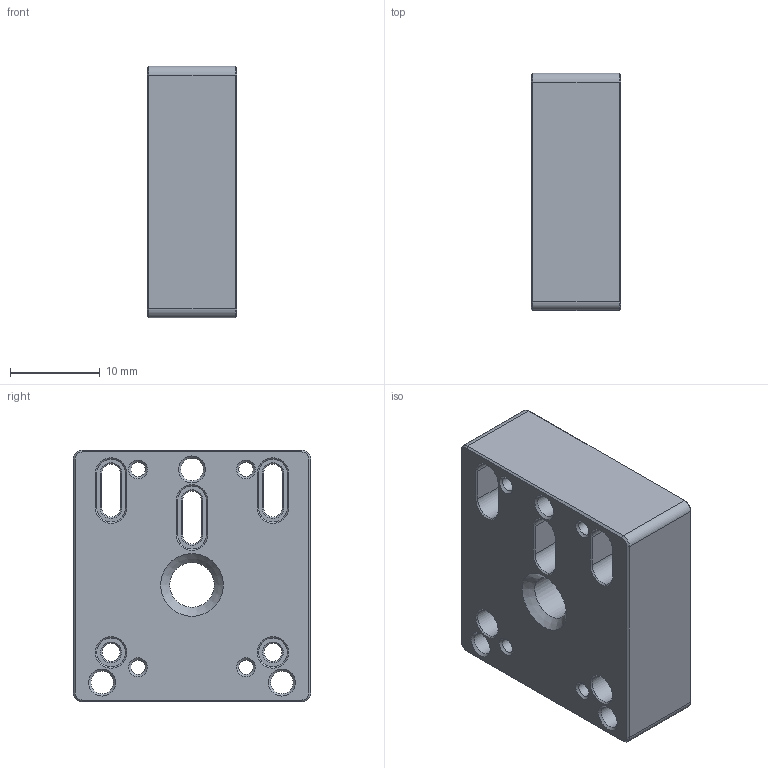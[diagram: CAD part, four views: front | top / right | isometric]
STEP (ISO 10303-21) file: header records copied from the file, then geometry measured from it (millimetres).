
FILE_DESCRIPTION(/* description */ (''),/* implementation_level */ '2;1');
FILE_NAME(/* name */ 'DRW-MECH-MQ-BRACKET-T-THICK.stp',/* time_stamp */ '2016-03-05T11:26:34+01:00',/* author */ (''),/* organization */ (''),/* preprocessor_version */ 'ST-DEVELOPER v15',/* originating_system */ 'SIEMENS PLM Software NX 8.5',/* authorisation */ '');
FILE_SCHEMA (('AUTOMOTIVE_DESIGN { 1 0 10303 214 3 1 1 1 }'));
Length unit declared in the file: millimetre
Products named in the file (1): MECH-MQ-BRACKET-T-THICK
Bounding box: 10 x 26.4 x 28 mm (x, y, z)
Volume: 6240.1 mm3; surface area: 3601.8 mm2
Topology: 1 solids, 1 shells, 125 faces, 303 edges, 185 vertices
Faces by surface type: plane 49, cone 48, cylinder 28
Full cylindrical faces by diameter (mm): 1.6 x4, 2 x2, 2.5 x3, 3.2 x2, 4.97 x1
Entity records: 3312 total; most frequent: DIRECTION 602, CARTESIAN_POINT 534, ORIENTED_EDGE 492, EDGE_CURVE 246, AXIS2_PLACEMENT_3D 230, EDGE_LOOP 190, VERTEX_POINT 162, LINE 142
